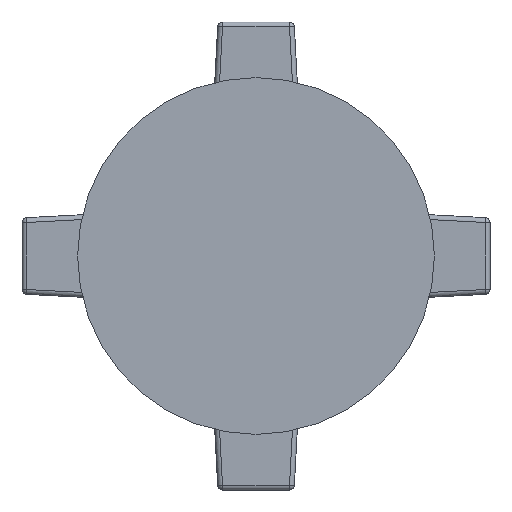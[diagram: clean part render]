
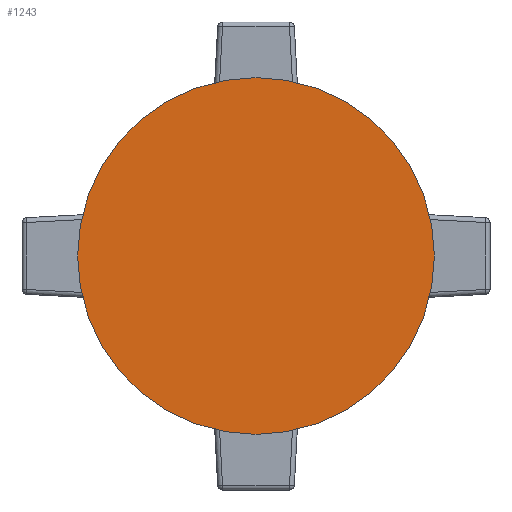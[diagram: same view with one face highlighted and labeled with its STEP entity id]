
A CAD part, front view. The second image highlights one B-rep face of the part: STEP entity #1243.
In plain terms, the highlighted planar face has unit normal (0, -1, 0).
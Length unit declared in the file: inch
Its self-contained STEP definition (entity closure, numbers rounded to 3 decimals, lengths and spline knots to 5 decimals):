
#32=CARTESIAN_POINT('',(0.,0.,0.));
#33=DIRECTION('',(0.,1.,0.));
#34=DIRECTION('',(-1.,0.,0.));
#35=AXIS2_PLACEMENT_3D('',#32,#33,#34);
#46=CARTESIAN_POINT('',(0.,0.,0.));
#47=DIRECTION('',(0.,1.,0.));
#48=DIRECTION('',(1.,0.,0.));
#49=AXIS2_PLACEMENT_3D('',#46,#47,#48);
#1168=CARTESIAN_POINT('',(1.1,0.,0.));
#1169=CARTESIAN_POINT('',(-1.1,0.,0.));
#1170=VERTEX_POINT('',#1168);
#1171=VERTEX_POINT('',#1169);
#1233=CARTESIAN_POINT('',(0.,0.,0.));
#1234=DIRECTION('',(0.,1.,0.));
#1235=DIRECTION('',(1.,0.,0.));
#1236=AXIS2_PLACEMENT_3D('',#1233,#1234,#1235);
#1237=PLANE('',#1236);
#1239=ORIENTED_EDGE('',*,*,#1238,.T.);
#1240=ORIENTED_EDGE('',*,*,#1223,.T.);
#1241=EDGE_LOOP('',(#1239,#1240));
#1242=FACE_OUTER_BOUND('',#1241,.F.);
#1243=ADVANCED_FACE('',(#1242),#1237,.F.);
#36=CIRCLE('',#35,1.1);
#50=CIRCLE('',#49,1.1);
#1223=EDGE_CURVE('',#1171,#1170,#36,.T.);
#1238=EDGE_CURVE('',#1170,#1171,#50,.T.);
